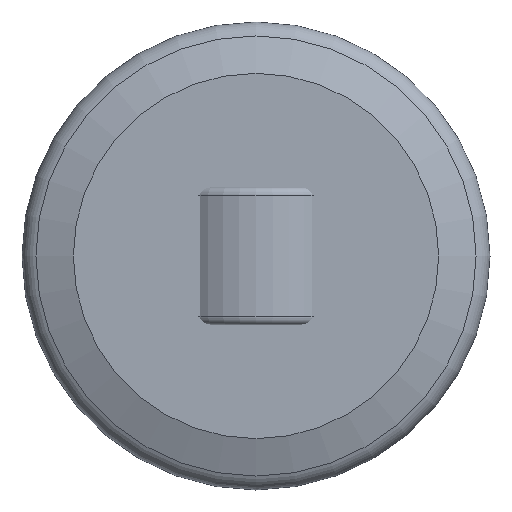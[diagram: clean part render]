
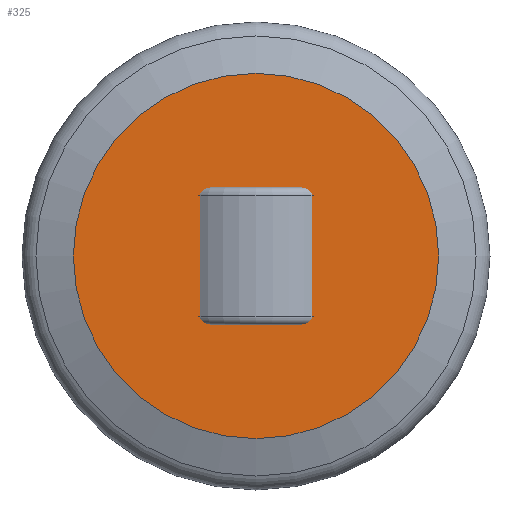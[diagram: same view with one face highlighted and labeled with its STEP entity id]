
A CAD part, front view. The second image highlights one B-rep face of the part: STEP entity #325.
In plain terms, the highlighted planar face has unit normal (0, -1, 0).
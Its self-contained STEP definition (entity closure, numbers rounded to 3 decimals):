
#39=PLANE('',#409);
#75=FACE_OUTER_BOUND('',#96,.T.);
#96=EDGE_LOOP('',(#302,#303));
#133=CIRCLE('',#407,34.5);
#134=CIRCLE('',#408,34.5);
#167=VERTEX_POINT('',#635);
#168=VERTEX_POINT('',#636);
#211=EDGE_CURVE('',#167,#168,#133,.T.);
#212=EDGE_CURVE('',#168,#167,#134,.T.);
#302=ORIENTED_EDGE('',*,*,#211,.T.);
#303=ORIENTED_EDGE('',*,*,#212,.T.);
#325=ADVANCED_FACE('',(#75),#39,.T.);
#407=AXIS2_PLACEMENT_3D('',#637,#530,#531);
#408=AXIS2_PLACEMENT_3D('',#638,#532,#533);
#409=AXIS2_PLACEMENT_3D('',#640,#535,#536);
#530=DIRECTION('center_axis',(0.,-1.,0.));
#531=DIRECTION('ref_axis',(1.,0.,0.));
#532=DIRECTION('center_axis',(0.,-1.,0.));
#533=DIRECTION('ref_axis',(1.,0.,0.));
#535=DIRECTION('center_axis',(0.,-1.,0.));
#536=DIRECTION('ref_axis',(0.,0.,-1.));
#635=CARTESIAN_POINT('',(34.5,-14.5,0.));
#636=CARTESIAN_POINT('',(-34.5,-14.5,0.));
#637=CARTESIAN_POINT('Origin',(0.,-14.5,0.));
#638=CARTESIAN_POINT('Origin',(0.,-14.5,0.));
#640=CARTESIAN_POINT('Origin',(0.,-14.5,0.));
